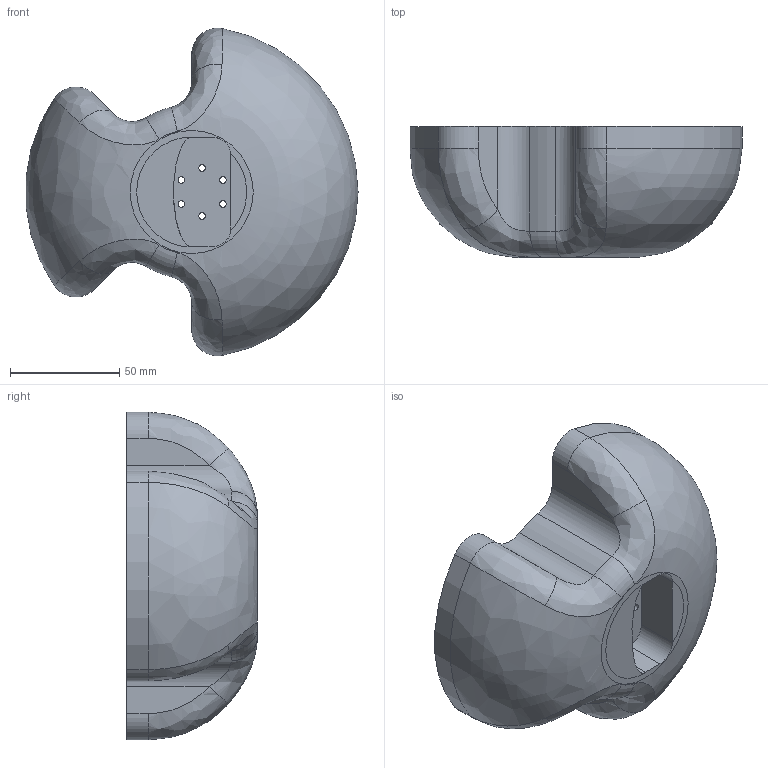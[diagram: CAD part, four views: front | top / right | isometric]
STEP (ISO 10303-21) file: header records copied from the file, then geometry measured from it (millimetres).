
FILE_DESCRIPTION(/* description */ (''),/* implementation_level */ '2;1');
FILE_NAME(/* name */ 'stand monitor 100mm v6.stp',/* time_stamp */ '2021-10-12T21:21:12+01:00',/* author */ (''),/* organization */ (''),/* preprocessor_version */ 'ST-DEVELOPER v18.1',/* originating_system */ 'Autodesk Translation Framework v10.10.0.1391',/* authorisation */ '');
FILE_SCHEMA (('AUTOMOTIVE_DESIGN { 1 0 10303 214 3 1 1 }'));
Length unit declared in the file: millimetre
Products named in the file (2): stand monitor 100mm; Component2
Assembly tree (1 placements, depth 2):
  stand monitor 100mm
    Component2
Bounding box: 152.12 x 60 x 150.13 mm (x, y, z)
Volume: 630957.1 mm3; surface area: 65156.6 mm2
Topology: 1 solids, 1 shells, 62 faces, 147 edges, 94 vertices
Faces by surface type: cylinder 28, plane 21, bspline 11, torus 2
Full cylindrical faces by diameter (mm): 3 x6, 6 x6
Entity records: 2339 total; most frequent: CARTESIAN_POINT 844, DIRECTION 303, ORIENTED_EDGE 294, EDGE_CURVE 147, AXIS2_PLACEMENT_3D 124, VERTEX_POINT 94, EDGE_LOOP 81, CIRCLE 68
